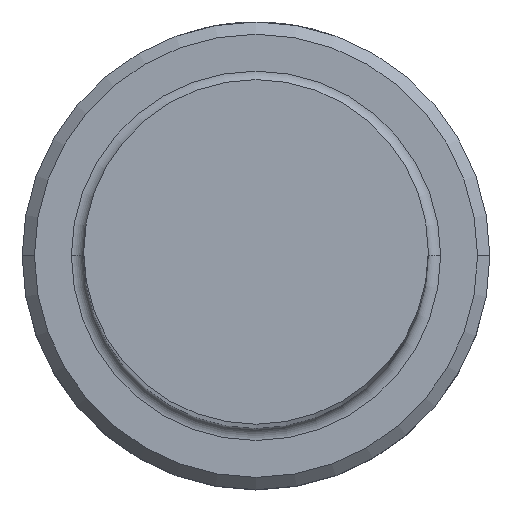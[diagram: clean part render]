
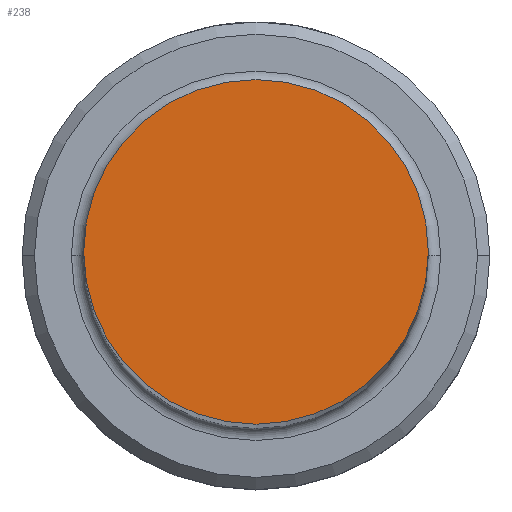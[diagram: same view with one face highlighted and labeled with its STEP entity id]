
A CAD part, top view. The second image highlights one B-rep face of the part: STEP entity #238.
In plain terms, the highlighted planar face has unit normal (0, 0, 1).
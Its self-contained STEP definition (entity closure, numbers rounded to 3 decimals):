
#20 = CARTESIAN_POINT ( 'NONE',  ( 7., 0., 100. ) ) ;
#39 = DIRECTION ( 'NONE',  ( 1., 0., 0. ) ) ;
#119 = DIRECTION ( 'NONE',  ( 1., 0., 0. ) ) ;
#195 = DIRECTION ( 'NONE',  ( 0., 0., 1. ) ) ;
#201 = CARTESIAN_POINT ( 'NONE',  ( 0., 0., 100. ) ) ;
#232 = VERTEX_POINT ( 'NONE', #20 ) ;
#238 = ADVANCED_FACE ( 'NONE', ( #1018 ), #285, .T. ) ;
#285 = PLANE ( 'NONE',  #546 ) ;
#324 = CIRCLE ( 'NONE', #1157, 7. ) ;
#334 = DIRECTION ( 'NONE',  ( 0., 0., 1. ) ) ;
#363 = CIRCLE ( 'NONE', #619, 7. ) ;
#367 = ORIENTED_EDGE ( 'NONE', *, *, #998, .T. ) ;
#375 = VERTEX_POINT ( 'NONE', #430 ) ;
#380 = ORIENTED_EDGE ( 'NONE', *, *, #759, .T. ) ;
#430 = CARTESIAN_POINT ( 'NONE',  ( -7., 0., 100. ) ) ;
#546 = AXIS2_PLACEMENT_3D ( 'NONE', #201, #195, #119 ) ;
#574 = EDGE_LOOP ( 'NONE', ( #367, #380 ) ) ;
#601 = DIRECTION ( 'NONE',  ( 0., 0., 1. ) ) ;
#619 = AXIS2_PLACEMENT_3D ( 'NONE', #1148, #601, #39 ) ;
#759 = EDGE_CURVE ( 'NONE', #232, #375, #324, .T. ) ;
#901 = CARTESIAN_POINT ( 'NONE',  ( 0., 0., 100. ) ) ;
#991 = DIRECTION ( 'NONE',  ( 1., 0., 0. ) ) ;
#998 = EDGE_CURVE ( 'NONE', #375, #232, #363, .T. ) ;
#1018 = FACE_OUTER_BOUND ( 'NONE', #574, .T. ) ;
#1148 = CARTESIAN_POINT ( 'NONE',  ( 0., 0., 100. ) ) ;
#1157 = AXIS2_PLACEMENT_3D ( 'NONE', #901, #334, #991 ) ;
